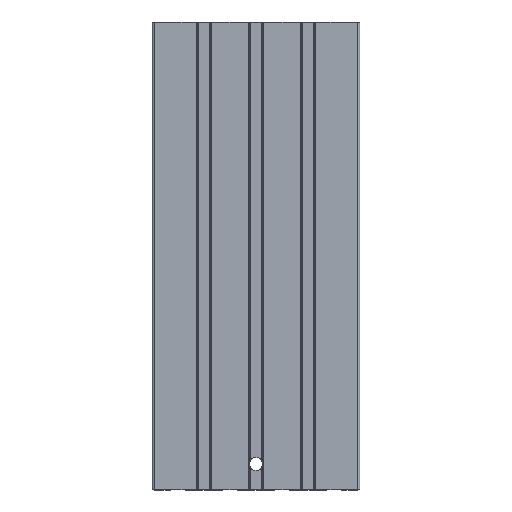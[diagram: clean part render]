
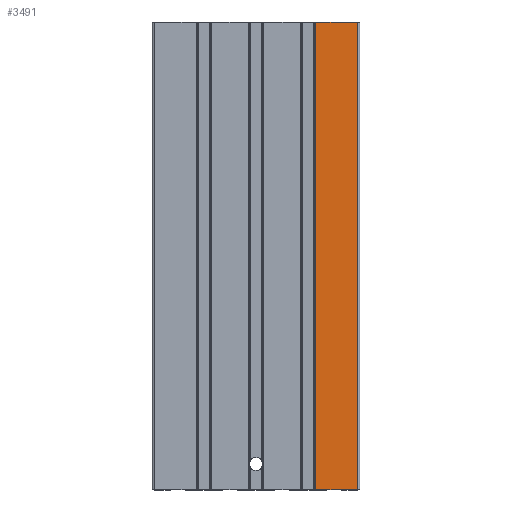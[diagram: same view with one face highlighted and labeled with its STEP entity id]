
A CAD part, top view. The second image highlights one B-rep face of the part: STEP entity #3491.
In plain terms, the highlighted planar face has unit normal (0, 0, 1).
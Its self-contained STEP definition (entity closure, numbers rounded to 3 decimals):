
#147 = ORIENTED_EDGE ( 'NONE', *, *, #484, .T. ) ;
#209 = CARTESIAN_POINT ( 'NONE',  ( 79., 180., 0. ) ) ;
#416 = CARTESIAN_POINT ( 'NONE',  ( 63., 180., 0. ) ) ;
#476 = DIRECTION ( 'NONE',  ( 0., 0., -1. ) ) ;
#484 = EDGE_CURVE ( 'NONE', #4157, #575, #1812, .T. ) ;
#575 = VERTEX_POINT ( 'NONE', #3912 ) ;
#746 = CARTESIAN_POINT ( 'NONE',  ( 63., 0., 0. ) ) ;
#814 = DIRECTION ( 'NONE',  ( 1., 0., 0. ) ) ;
#999 = ORIENTED_EDGE ( 'NONE', *, *, #4678, .T. ) ;
#1306 = VECTOR ( 'NONE', #814, 1000. ) ;
#1759 = CARTESIAN_POINT ( 'NONE',  ( 0., 180., 0. ) ) ;
#1812 = LINE ( 'NONE', #209, #4725 ) ;
#1817 = CARTESIAN_POINT ( 'NONE',  ( 0., 0., 0. ) ) ;
#2233 = LINE ( 'NONE', #1817, #4975 ) ;
#2495 = VECTOR ( 'NONE', #2862, 1000. ) ;
#2539 = VERTEX_POINT ( 'NONE', #416 ) ;
#2780 = ORIENTED_EDGE ( 'NONE', *, *, #4761, .T. ) ;
#2862 = DIRECTION ( 'NONE',  ( 0., -1., 0. ) ) ;
#2889 = EDGE_LOOP ( 'NONE', ( #2780, #147, #5270, #999 ) ) ;
#2958 = PLANE ( 'NONE',  #4109 ) ;
#3491 = ADVANCED_FACE ( 'NONE', ( #3776 ), #2958, .F. ) ;
#3738 = CARTESIAN_POINT ( 'NONE',  ( 79., 0., 0. ) ) ;
#3776 = FACE_OUTER_BOUND ( 'NONE', #2889, .T. ) ;
#3809 = DIRECTION ( 'NONE',  ( 1., 0., 0. ) ) ;
#3912 = CARTESIAN_POINT ( 'NONE',  ( 79., 180., 0. ) ) ;
#3936 = DIRECTION ( 'NONE',  ( 0., 1., 0. ) ) ;
#4033 = CARTESIAN_POINT ( 'NONE',  ( 0., 180., 0. ) ) ;
#4109 = AXIS2_PLACEMENT_3D ( 'NONE', #1759, #476, #4635 ) ;
#4122 = EDGE_CURVE ( 'NONE', #2539, #575, #4432, .T. ) ;
#4157 = VERTEX_POINT ( 'NONE', #3738 ) ;
#4220 = CARTESIAN_POINT ( 'NONE',  ( 63., 180., 0. ) ) ;
#4432 = LINE ( 'NONE', #4033, #1306 ) ;
#4541 = LINE ( 'NONE', #4220, #2495 ) ;
#4635 = DIRECTION ( 'NONE',  ( -1., 0., 0. ) ) ;
#4678 = EDGE_CURVE ( 'NONE', #2539, #4945, #4541, .T. ) ;
#4725 = VECTOR ( 'NONE', #3936, 1000. ) ;
#4761 = EDGE_CURVE ( 'NONE', #4945, #4157, #2233, .T. ) ;
#4945 = VERTEX_POINT ( 'NONE', #746 ) ;
#4975 = VECTOR ( 'NONE', #3809, 1000. ) ;
#5270 = ORIENTED_EDGE ( 'NONE', *, *, #4122, .F. ) ;
